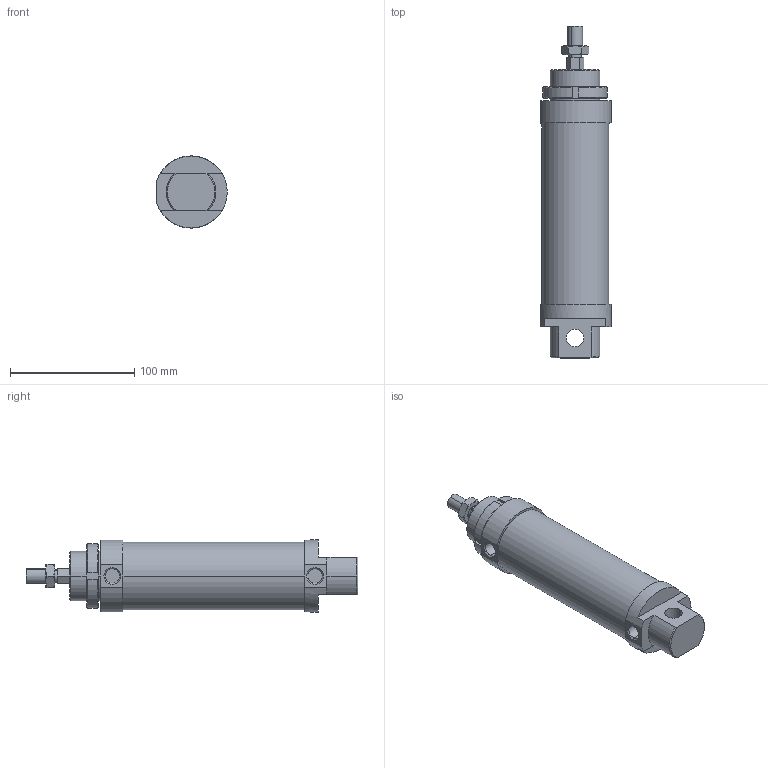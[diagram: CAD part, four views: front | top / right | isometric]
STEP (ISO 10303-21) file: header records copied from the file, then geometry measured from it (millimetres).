
FILE_DESCRIPTION((''),'2;1');
FILE_NAME('1260_50_0100_E.stp','2003-04-05T07:55:55',('maffial1'),(''),'Autodesk Inventor (R) 6.0','Autodesk Inventor (R) 6.0','');
FILE_SCHEMA(('AUTOMOTIVE_DESIGN { 1 0 10303 214 1 1 1 1 }'));
Length unit declared in the file: millimetre
Products named in the file (5): 1260_50_0100_E; S1260E_50_100; C1260E_50_100; 1200_50_05; 1200_50_06
Assembly tree (4 placements, depth 2):
  1260_50_0100_E
    S1260E_50_100
    C1260E_50_100
    1200_50_05
    1200_50_06
Bounding box: 56.6 x 267 x 58 mm (x, y, z)
Volume: 486529.5 mm3; surface area: 64003.2 mm2
Topology: 4 solids, 4 shells, 126 faces, 298 edges, 188 vertices
Faces by surface type: plane 52, cone 32, cylinder 22, bspline 20
Entity records: 3951 total; most frequent: CARTESIAN_POINT 1021, ORIENTED_EDGE 596, DIRECTION 590, EDGE_CURVE 298, AXIS2_PLACEMENT_3D 221, VERTEX_POINT 188, VECTOR 148, LINE 148
